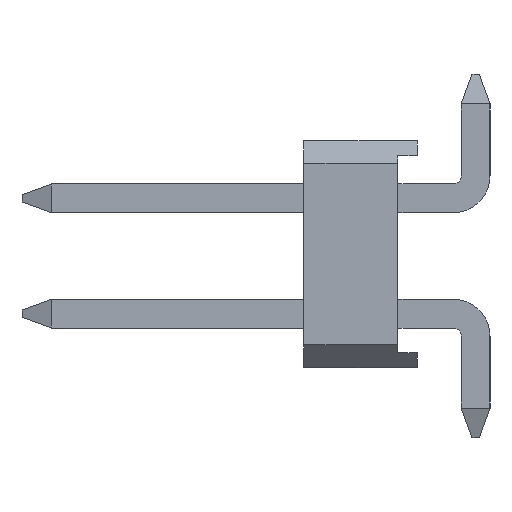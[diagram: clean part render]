
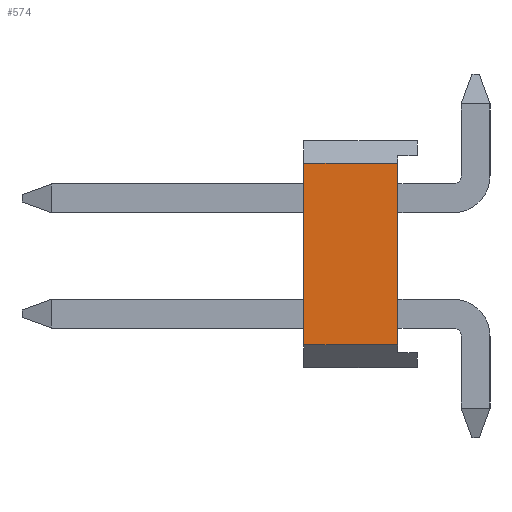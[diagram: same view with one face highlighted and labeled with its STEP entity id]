
A CAD part, left-side view. The second image highlights one B-rep face of the part: STEP entity #574.
In plain terms, the highlighted face is planar.
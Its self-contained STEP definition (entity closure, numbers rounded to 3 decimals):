
#7 = LINE ( 'NONE', #1613, #1236 ) ;
#72 = CARTESIAN_POINT ( 'NONE',  ( 3.73, 0.43, -2.54 ) ) ;
#74 = VERTEX_POINT ( 'NONE', #632 ) ;
#143 = PLANE ( 'NONE',  #945 ) ;
#148 = DIRECTION ( 'NONE',  ( 0., 0., 1. ) ) ;
#150 = VECTOR ( 'NONE', #1514, 1000. ) ;
#257 = CARTESIAN_POINT ( 'NONE',  ( -0.77, 2.5, -2.54 ) ) ;
#286 = ORIENTED_EDGE ( 'NONE', *, *, #1614, .F. ) ;
#337 = VERTEX_POINT ( 'NONE', #2100 ) ;
#502 = ORIENTED_EDGE ( 'NONE', *, *, #1396, .F. ) ;
#574 = ADVANCED_FACE ( 'NONE', ( #944 ), #143, .F. ) ;
#577 = ORIENTED_EDGE ( 'NONE', *, *, #811, .F. ) ;
#632 = CARTESIAN_POINT ( 'NONE',  ( 3.23, 0.43, -2.54 ) ) ;
#725 = LINE ( 'NONE', #1839, #150 ) ;
#799 = DIRECTION ( 'NONE',  ( -1., 0., 0. ) ) ;
#811 = EDGE_CURVE ( 'NONE', #74, #337, #1316, .T. ) ;
#900 = DIRECTION ( 'NONE',  ( 0., 1., 0. ) ) ;
#944 = FACE_OUTER_BOUND ( 'NONE', #1752, .T. ) ;
#945 = AXIS2_PLACEMENT_3D ( 'NONE', #1501, #148, #1432 ) ;
#1140 = VERTEX_POINT ( 'NONE', #257 ) ;
#1236 = VECTOR ( 'NONE', #799, 1000. ) ;
#1287 = VECTOR ( 'NONE', #1303, 1000. ) ;
#1303 = DIRECTION ( 'NONE',  ( 1., 0., 0. ) ) ;
#1316 = LINE ( 'NONE', #1334, #2054 ) ;
#1334 = CARTESIAN_POINT ( 'NONE',  ( 3.23, 2.5, -2.54 ) ) ;
#1396 = EDGE_CURVE ( 'NONE', #1401, #74, #1415, .T. ) ;
#1401 = VERTEX_POINT ( 'NONE', #1440 ) ;
#1415 = LINE ( 'NONE', #72, #1287 ) ;
#1432 = DIRECTION ( 'NONE',  ( 1., 0., 0. ) ) ;
#1440 = CARTESIAN_POINT ( 'NONE',  ( -0.77, 0.43, -2.54 ) ) ;
#1476 = ORIENTED_EDGE ( 'NONE', *, *, #1686, .F. ) ;
#1501 = CARTESIAN_POINT ( 'NONE',  ( 3.73, 2.5, -2.54 ) ) ;
#1514 = DIRECTION ( 'NONE',  ( 0., -1., 0. ) ) ;
#1613 = CARTESIAN_POINT ( 'NONE',  ( 0., 2.5, -2.54 ) ) ;
#1614 = EDGE_CURVE ( 'NONE', #337, #1140, #7, .T. ) ;
#1686 = EDGE_CURVE ( 'NONE', #1140, #1401, #725, .T. ) ;
#1752 = EDGE_LOOP ( 'NONE', ( #502, #1476, #286, #577 ) ) ;
#1839 = CARTESIAN_POINT ( 'NONE',  ( -0.77, 2.5, -2.54 ) ) ;
#2054 = VECTOR ( 'NONE', #900, 1000. ) ;
#2100 = CARTESIAN_POINT ( 'NONE',  ( 3.23, 2.5, -2.54 ) ) ;
